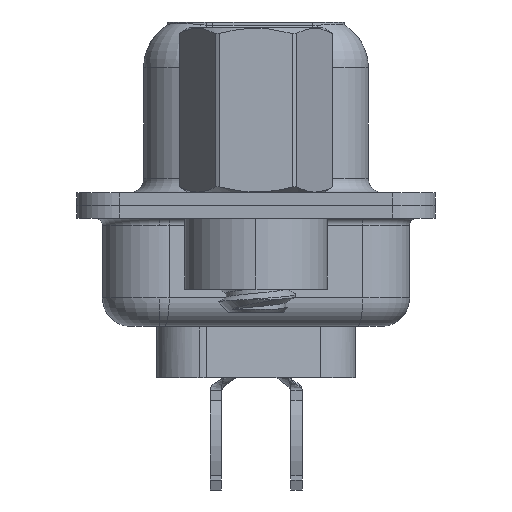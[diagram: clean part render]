
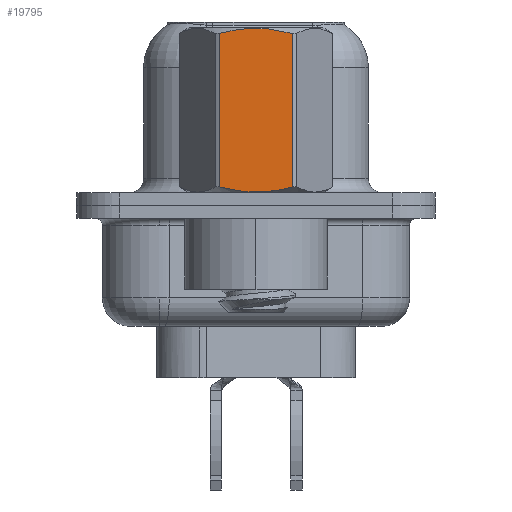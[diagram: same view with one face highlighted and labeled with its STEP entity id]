
A CAD part, left-side view. The second image highlights one B-rep face of the part: STEP entity #19795.
In plain terms, the highlighted planar face has unit normal (-1, 0, 0).
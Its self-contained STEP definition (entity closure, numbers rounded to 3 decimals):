
#183 = CARTESIAN_POINT ( 'NONE',  ( -2.381, -0.858, 6.15 ) ) ;
#836 = CARTESIAN_POINT ( 'NONE',  ( -2.381, -1.273, 0.652 ) ) ;
#963 = CARTESIAN_POINT ( 'NONE',  ( -2.381, -0.858, 0.55 ) ) ;
#1840 = CARTESIAN_POINT ( 'NONE',  ( -2.381, 1.273, 0.652 ) ) ;
#2043 = CARTESIAN_POINT ( 'NONE',  ( -2.381, -1.066, 6.104 ) ) ;
#2965 = DIRECTION ( 'NONE',  ( 0., 0., 1. ) ) ;
#3054 = CARTESIAN_POINT ( 'NONE',  ( -2.381, 1.273, 0.652 ) ) ;
#4662 = LINE ( 'NONE', #24218, #16646 ) ;
#4673 = CARTESIAN_POINT ( 'NONE',  ( -2.381, -1.066, 0.596 ) ) ;
#4967 = ORIENTED_EDGE ( 'NONE', *, *, #10399, .T. ) ;
#5358 = VERTEX_POINT ( 'NONE', #1840 ) ;
#6123 = DIRECTION ( 'NONE',  ( 0., -1., 0. ) ) ;
#7796 = ORIENTED_EDGE ( 'NONE', *, *, #12450, .T. ) ;
#8826 = VERTEX_POINT ( 'NONE', #12910 ) ;
#8864 = CARTESIAN_POINT ( 'NONE',  ( -2.381, 0.428, 6.215 ) ) ;
#9599 = VERTEX_POINT ( 'NONE', #12486 ) ;
#10399 = EDGE_CURVE ( 'NONE', #8826, #11966, #24299, .T. ) ;
#10605 = CARTESIAN_POINT ( 'NONE',  ( -2.381, 0.215, 6.232 ) ) ;
#10671 = DIRECTION ( 'NONE',  ( 0., 0., -1. ) ) ;
#11515 = VECTOR ( 'NONE', #2965, 1000. ) ;
#11966 = VERTEX_POINT ( 'NONE', #17272 ) ;
#12130 = CARTESIAN_POINT ( 'NONE',  ( -2.381, -1.273, 6.048 ) ) ;
#12450 = EDGE_CURVE ( 'NONE', #11966, #5358, #4662, .T. ) ;
#12486 = CARTESIAN_POINT ( 'NONE',  ( -2.381, -1.273, 0.652 ) ) ;
#12492 = CARTESIAN_POINT ( 'NONE',  ( -2.381, 1.065, 6.104 ) ) ;
#12565 = CARTESIAN_POINT ( 'NONE',  ( -2.381, 1.065, 0.596 ) ) ;
#12610 = CARTESIAN_POINT ( 'NONE',  ( -2.381, 0.853, 6.151 ) ) ;
#12910 = CARTESIAN_POINT ( 'NONE',  ( -2.381, -1.273, 6.048 ) ) ;
#14281 = CARTESIAN_POINT ( 'NONE',  ( -2.381, 1.375, -3.75 ) ) ;
#14327 = CARTESIAN_POINT ( 'NONE',  ( -2.381, 0.853, 0.549 ) ) ;
#14453 = CARTESIAN_POINT ( 'NONE',  ( -2.381, 0.428, 0.485 ) ) ;
#14485 = CARTESIAN_POINT ( 'NONE',  ( -2.381, -1.273, 3.792 ) ) ;
#14571 = CARTESIAN_POINT ( 'NONE',  ( -2.381, -0.432, 0.485 ) ) ;
#14702 = EDGE_LOOP ( 'NONE', ( #23464, #19220, #4967, #7796 ) ) ;
#14969 = LINE ( 'NONE', #14485, #11515 ) ;
#15485 = B_SPLINE_CURVE_WITH_KNOTS ( 'NONE', 3,
 ( #3054, #12565, #14327, #14453, #17948, #20210, #14571, #963, #4673, #836 ),
 .UNSPECIFIED., .F., .F.,
 ( 4, 2, 2, 2, 4 ),
 ( 0.003, 0.003, 0.004, 0.004, 0.005 ),
 .UNSPECIFIED. ) ;
#15913 = FACE_OUTER_BOUND ( 'NONE', #14702, .T. ) ;
#16162 = EDGE_CURVE ( 'NONE', #5358, #9599, #15485, .T. ) ;
#16399 = EDGE_CURVE ( 'NONE', #9599, #8826, #14969, .T. ) ;
#16646 = VECTOR ( 'NONE', #10671, 1000. ) ;
#16827 = AXIS2_PLACEMENT_3D ( 'NONE', #14281, #21799, #6123 ) ;
#17272 = CARTESIAN_POINT ( 'NONE',  ( -2.381, 1.273, 6.048 ) ) ;
#17296 = CARTESIAN_POINT ( 'NONE',  ( -2.381, -0.432, 6.215 ) ) ;
#17948 = CARTESIAN_POINT ( 'NONE',  ( -2.381, 0.215, 0.468 ) ) ;
#19220 = ORIENTED_EDGE ( 'NONE', *, *, #16399, .T. ) ;
#19795 = ADVANCED_FACE ( 'NONE', ( #15913 ), #23803, .T. ) ;
#20210 = CARTESIAN_POINT ( 'NONE',  ( -2.381, -0.215, 0.468 ) ) ;
#21799 = DIRECTION ( 'NONE',  ( -1., 0., 0. ) ) ;
#22020 = CARTESIAN_POINT ( 'NONE',  ( -2.381, -0.215, 6.232 ) ) ;
#23464 = ORIENTED_EDGE ( 'NONE', *, *, #16162, .T. ) ;
#23803 = PLANE ( 'NONE',  #16827 ) ;
#23895 = CARTESIAN_POINT ( 'NONE',  ( -2.381, 1.273, 6.048 ) ) ;
#24218 = CARTESIAN_POINT ( 'NONE',  ( -2.381, 1.273, 3.792 ) ) ;
#24299 = B_SPLINE_CURVE_WITH_KNOTS ( 'NONE', 3,
 ( #12130, #2043, #183, #17296, #22020, #10605, #8864, #12610, #12492, #23895 ),
 .UNSPECIFIED., .F., .F.,
 ( 4, 2, 2, 2, 4 ),
 ( 0.001, 0.002, 0.002, 0.003, 0.004 ),
 .UNSPECIFIED. ) ;
